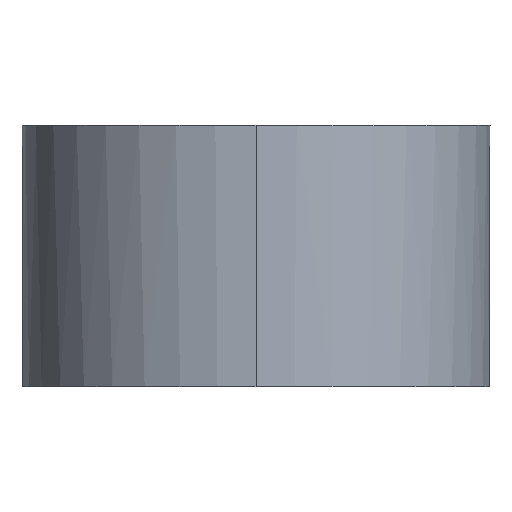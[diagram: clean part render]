
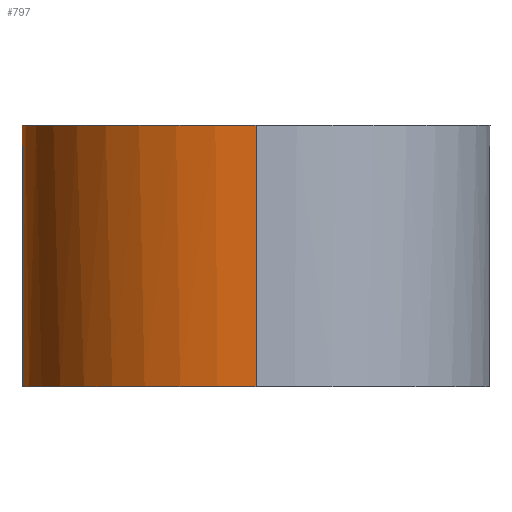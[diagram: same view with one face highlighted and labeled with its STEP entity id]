
A CAD part, left-side view. The second image highlights one B-rep face of the part: STEP entity #797.
In plain terms, the highlighted cylindrical face has radius 3.4 mm (diameter 6.8 mm), a partial arc.
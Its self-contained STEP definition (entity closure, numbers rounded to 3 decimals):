
#3 = DIRECTION ( 'NONE',  ( 0., 0., -1. ) ) ;
#6 = VECTOR ( 'NONE', #504, 1000. ) ;
#73 = DIRECTION ( 'NONE',  ( -1., 0., 0. ) ) ;
#107 = ORIENTED_EDGE ( 'NONE', *, *, #856, .F. ) ;
#129 = LINE ( 'NONE', #872, #463 ) ;
#132 = EDGE_CURVE ( 'NONE', #645, #284, #129, .T. ) ;
#150 = ORIENTED_EDGE ( 'NONE', *, *, #210, .F. ) ;
#180 = CARTESIAN_POINT ( 'NONE',  ( 3.4, 0., 1.3 ) ) ;
#210 = EDGE_CURVE ( 'NONE', #755, #244, #292, .T. ) ;
#217 = CARTESIAN_POINT ( 'NONE',  ( 0., 0., 3.8 ) ) ;
#244 = VERTEX_POINT ( 'NONE', #757 ) ;
#262 = LINE ( 'NONE', #180, #589 ) ;
#275 = ORIENTED_EDGE ( 'NONE', *, *, #641, .T. ) ;
#284 = VERTEX_POINT ( 'NONE', #429 ) ;
#292 = LINE ( 'NONE', #369, #6 ) ;
#312 = VERTEX_POINT ( 'NONE', #825 ) ;
#347 = DIRECTION ( 'NONE',  ( 1., 0., 0. ) ) ;
#367 = AXIS2_PLACEMENT_3D ( 'NONE', #434, #732, #347 ) ;
#369 = CARTESIAN_POINT ( 'NONE',  ( -3.4, 0., 1.3 ) ) ;
#376 = CYLINDRICAL_SURFACE ( 'NONE', #866, 3.4 ) ;
#398 = ORIENTED_EDGE ( 'NONE', *, *, #506, .T. ) ;
#399 = ORIENTED_EDGE ( 'NONE', *, *, #132, .T. ) ;
#401 = DIRECTION ( 'NONE',  ( 1., 0., 0. ) ) ;
#412 = AXIS2_PLACEMENT_3D ( 'NONE', #217, #593, #906 ) ;
#429 = CARTESIAN_POINT ( 'NONE',  ( 2.304, 2.5, 0. ) ) ;
#430 = CIRCLE ( 'NONE', #704, 3.4 ) ;
#434 = CARTESIAN_POINT ( 'NONE',  ( 0., 0., 0. ) ) ;
#463 = VECTOR ( 'NONE', #482, 1000. ) ;
#476 = DIRECTION ( 'NONE',  ( 0., 0., -1. ) ) ;
#482 = DIRECTION ( 'NONE',  ( 0., 0., -1. ) ) ;
#504 = DIRECTION ( 'NONE',  ( 0., 0., -1. ) ) ;
#506 = EDGE_CURVE ( 'NONE', #312, #549, #262, .T. ) ;
#514 = EDGE_LOOP ( 'NONE', ( #107, #398, #718, #399, #275, #150 ) ) ;
#547 = EDGE_CURVE ( 'NONE', #549, #645, #430, .T. ) ;
#549 = VERTEX_POINT ( 'NONE', #638 ) ;
#573 = CARTESIAN_POINT ( 'NONE',  ( 2.304, 2.5, 1.3 ) ) ;
#589 = VECTOR ( 'NONE', #476, 1000. ) ;
#593 = DIRECTION ( 'NONE',  ( 0., 0., 1. ) ) ;
#638 = CARTESIAN_POINT ( 'NONE',  ( 3.4, 0., 1.3 ) ) ;
#641 = EDGE_CURVE ( 'NONE', #284, #244, #930, .T. ) ;
#645 = VERTEX_POINT ( 'NONE', #573 ) ;
#655 = CIRCLE ( 'NONE', #412, 3.4 ) ;
#690 = FACE_OUTER_BOUND ( 'NONE', #514, .T. ) ;
#704 = AXIS2_PLACEMENT_3D ( 'NONE', #942, #784, #401 ) ;
#718 = ORIENTED_EDGE ( 'NONE', *, *, #547, .T. ) ;
#732 = DIRECTION ( 'NONE',  ( 0., 0., 1. ) ) ;
#755 = VERTEX_POINT ( 'NONE', #912 ) ;
#757 = CARTESIAN_POINT ( 'NONE',  ( -3.4, 0., 0. ) ) ;
#784 = DIRECTION ( 'NONE',  ( 0., 0., 1. ) ) ;
#797 = ADVANCED_FACE ( 'NONE', ( #690 ), #376, .T. ) ;
#823 = CARTESIAN_POINT ( 'NONE',  ( 0., 0., 1.3 ) ) ;
#825 = CARTESIAN_POINT ( 'NONE',  ( 3.4, 0., 3.8 ) ) ;
#856 = EDGE_CURVE ( 'NONE', #312, #755, #655, .T. ) ;
#866 = AXIS2_PLACEMENT_3D ( 'NONE', #823, #3, #73 ) ;
#872 = CARTESIAN_POINT ( 'NONE',  ( 2.304, 2.5, 1.3 ) ) ;
#906 = DIRECTION ( 'NONE',  ( 1., 0., 0. ) ) ;
#912 = CARTESIAN_POINT ( 'NONE',  ( -3.4, 0., 3.8 ) ) ;
#930 = CIRCLE ( 'NONE', #367, 3.4 ) ;
#942 = CARTESIAN_POINT ( 'NONE',  ( 0., 0., 1.3 ) ) ;
